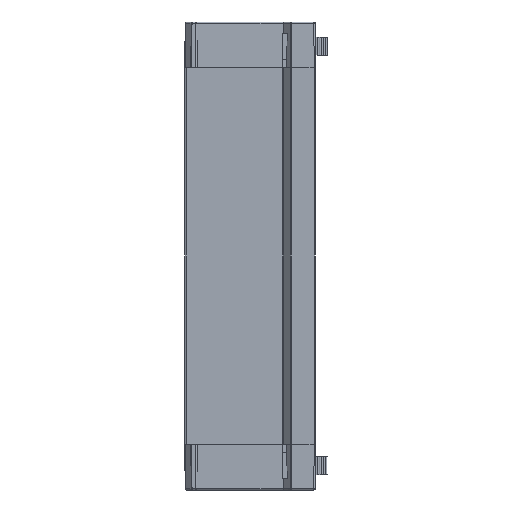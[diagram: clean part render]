
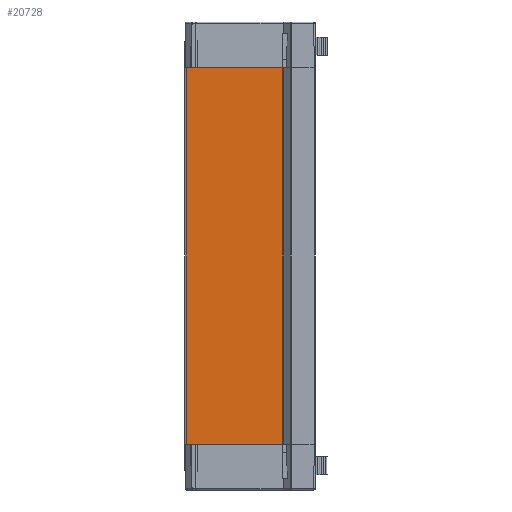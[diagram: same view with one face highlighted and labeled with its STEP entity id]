
A CAD part, front view. The second image highlights one B-rep face of the part: STEP entity #20728.
In plain terms, the highlighted planar face has unit normal (0, -1, 0).
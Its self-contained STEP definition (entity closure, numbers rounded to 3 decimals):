
#20688 = VERTEX_POINT ( 'NONE', #51420 ) ;
#20728 = ADVANCED_FACE ( 'NONE', ( #51531 ), #51487, .T. ) ;
#20730 = ORIENTED_EDGE ( 'NONE', *, *, #20739, .F. ) ;
#20731 = EDGE_CURVE ( 'NONE', #20741, #20757, #51482, .T. ) ;
#20733 = ORIENTED_EDGE ( 'NONE', *, *, #20731, .T. ) ;
#20739 = EDGE_CURVE ( 'NONE', #20741, #20742, #51512, .T. ) ;
#20740 = EDGE_CURVE ( 'NONE', #20757, #20688, #51513, .T. ) ;
#20741 = VERTEX_POINT ( 'NONE', #51523 ) ;
#20742 = VERTEX_POINT ( 'NONE', #51508 ) ;
#20743 = EDGE_LOOP ( 'NONE', ( #20747, #20730, #20733, #20745 ) ) ;
#20745 = ORIENTED_EDGE ( 'NONE', *, *, #20740, .T. ) ;
#20747 = ORIENTED_EDGE ( 'NONE', *, *, #20748, .F. ) ;
#20748 = EDGE_CURVE ( 'NONE', #20742, #20688, #51554, .T. ) ;
#20757 = VERTEX_POINT ( 'NONE', #51549 ) ;
#51420 = CARTESIAN_POINT ( 'NONE',  ( 12.5, -26.1, 34.5 ) ) ;
#51481 = AXIS2_PLACEMENT_3D ( 'NONE', #51492, #51529, #51528 ) ;
#51482 = LINE ( 'NONE', #51526, #51525 ) ;
#51487 = PLANE ( 'NONE',  #51481 ) ;
#51492 = CARTESIAN_POINT ( 'NONE',  ( -24.5, -26.1, -109.5 ) ) ;
#51508 = CARTESIAN_POINT ( 'NONE',  ( -24.5, -26.1, 34.5 ) ) ;
#51509 = DIRECTION ( 'NONE',  ( 0., 0., 1. ) ) ;
#51510 = VECTOR ( 'NONE', #51509, 1000. ) ;
#51511 = CARTESIAN_POINT ( 'NONE',  ( -24.5, -26.1, -109.5 ) ) ;
#51512 = LINE ( 'NONE', #51511, #51510 ) ;
#51513 = LINE ( 'NONE', #51563, #51562 ) ;
#51523 = CARTESIAN_POINT ( 'NONE',  ( -24.5, -26.1, -109.5 ) ) ;
#51524 = DIRECTION ( 'NONE',  ( 1., 0., 0. ) ) ;
#51525 = VECTOR ( 'NONE', #51524, 1000. ) ;
#51526 = CARTESIAN_POINT ( 'NONE',  ( -24.5, -26.1, -109.5 ) ) ;
#51528 = DIRECTION ( 'NONE',  ( 0., 0., -1. ) ) ;
#51529 = DIRECTION ( 'NONE',  ( 0., -1., 0. ) ) ;
#51531 = FACE_OUTER_BOUND ( 'NONE', #20743, .T. ) ;
#51549 = CARTESIAN_POINT ( 'NONE',  ( 12.5, -26.1, -109.5 ) ) ;
#51551 = DIRECTION ( 'NONE',  ( 1., 0., 0. ) ) ;
#51552 = VECTOR ( 'NONE', #51551, 1000. ) ;
#51553 = CARTESIAN_POINT ( 'NONE',  ( -24.5, -26.1, 34.5 ) ) ;
#51554 = LINE ( 'NONE', #51553, #51552 ) ;
#51561 = DIRECTION ( 'NONE',  ( 0., 0., 1. ) ) ;
#51562 = VECTOR ( 'NONE', #51561, 1000. ) ;
#51563 = CARTESIAN_POINT ( 'NONE',  ( 12.5, -26.1, -109.5 ) ) ;
